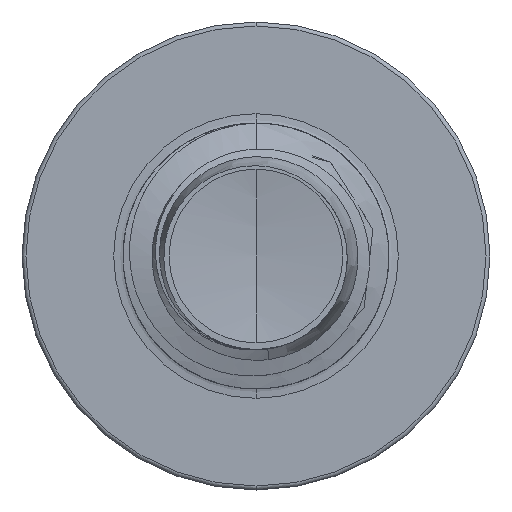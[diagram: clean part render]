
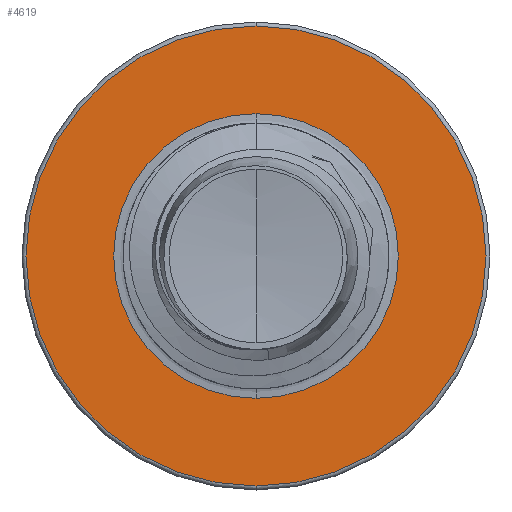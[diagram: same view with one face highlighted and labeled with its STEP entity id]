
A CAD part, front view. The second image highlights one B-rep face of the part: STEP entity #4619.
In plain terms, the highlighted planar face has unit normal (0, -1, 0).
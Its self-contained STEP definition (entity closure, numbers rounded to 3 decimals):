
#263 = EDGE_CURVE ( 'NONE', #28154, #14372, #28440, .T. ) ;
#1690 = CIRCLE ( 'NONE', #13449, 4.325 ) ;
#2188 = CIRCLE ( 'NONE', #22300, 2.677 ) ;
#2548 = ORIENTED_EDGE ( 'NONE', *, *, #263, .T. ) ;
#4619 = ADVANCED_FACE ( 'NONE', ( #5849, #27389 ), #6419, .F. ) ;
#4950 = EDGE_LOOP ( 'NONE', ( #2548, #22187 ) ) ;
#5004 = AXIS2_PLACEMENT_3D ( 'NONE', #9432, #9391, #9386 ) ;
#5634 = VERTEX_POINT ( 'NONE', #32815 ) ;
#5639 = CARTESIAN_POINT ( 'NONE',  ( 0., 20., 0. ) ) ;
#5849 = FACE_OUTER_BOUND ( 'NONE', #10662, .T. ) ;
#6329 = DIRECTION ( 'NONE',  ( 0., 0., 1. ) ) ;
#6366 = CARTESIAN_POINT ( 'NONE',  ( 0., 20., 0. ) ) ;
#6375 = DIRECTION ( 'NONE',  ( 0., 1., 0. ) ) ;
#6419 = PLANE ( 'NONE',  #6527 ) ;
#6527 = AXIS2_PLACEMENT_3D ( 'NONE', #6831, #6375, #6329 ) ;
#6831 = CARTESIAN_POINT ( 'NONE',  ( 0., 20., -2.677 ) ) ;
#8840 = DIRECTION ( 'NONE',  ( 0., 0., 1. ) ) ;
#9386 = DIRECTION ( 'NONE',  ( 0., 0., 1. ) ) ;
#9391 = DIRECTION ( 'NONE',  ( 0., 1., 0. ) ) ;
#9432 = CARTESIAN_POINT ( 'NONE',  ( 0., 20., 0. ) ) ;
#10215 = AXIS2_PLACEMENT_3D ( 'NONE', #6366, #26745, #26752 ) ;
#10662 = EDGE_LOOP ( 'NONE', ( #18349, #13795 ) ) ;
#10976 = CARTESIAN_POINT ( 'NONE',  ( 0., 20., 0. ) ) ;
#13449 = AXIS2_PLACEMENT_3D ( 'NONE', #5639, #25668, #8840 ) ;
#13795 = ORIENTED_EDGE ( 'NONE', *, *, #30472, .F. ) ;
#14028 = DIRECTION ( 'NONE',  ( 0., 0., 1. ) ) ;
#14372 = VERTEX_POINT ( 'NONE', #26077 ) ;
#15745 = EDGE_CURVE ( 'NONE', #31128, #5634, #30618, .T. ) ;
#17965 = CARTESIAN_POINT ( 'NONE',  ( 0., 20., 2.677 ) ) ;
#18229 = CARTESIAN_POINT ( 'NONE',  ( 0., 20., 4.325 ) ) ;
#18349 = ORIENTED_EDGE ( 'NONE', *, *, #15745, .F. ) ;
#22187 = ORIENTED_EDGE ( 'NONE', *, *, #32873, .T. ) ;
#22300 = AXIS2_PLACEMENT_3D ( 'NONE', #10976, #29541, #14028 ) ;
#25668 = DIRECTION ( 'NONE',  ( 0., 1., 0. ) ) ;
#26077 = CARTESIAN_POINT ( 'NONE',  ( 0., 20., -2.677 ) ) ;
#26745 = DIRECTION ( 'NONE',  ( 0., 1., 0. ) ) ;
#26752 = DIRECTION ( 'NONE',  ( 0., 0., 1. ) ) ;
#27389 = FACE_BOUND ( 'NONE', #4950, .T. ) ;
#28154 = VERTEX_POINT ( 'NONE', #17965 ) ;
#28440 = CIRCLE ( 'NONE', #10215, 2.677 ) ;
#29541 = DIRECTION ( 'NONE',  ( 0., 1., 0. ) ) ;
#30472 = EDGE_CURVE ( 'NONE', #5634, #31128, #1690, .T. ) ;
#30618 = CIRCLE ( 'NONE', #5004, 4.325 ) ;
#31128 = VERTEX_POINT ( 'NONE', #18229 ) ;
#32815 = CARTESIAN_POINT ( 'NONE',  ( 0., 20., -4.325 ) ) ;
#32873 = EDGE_CURVE ( 'NONE', #14372, #28154, #2188, .T. ) ;
